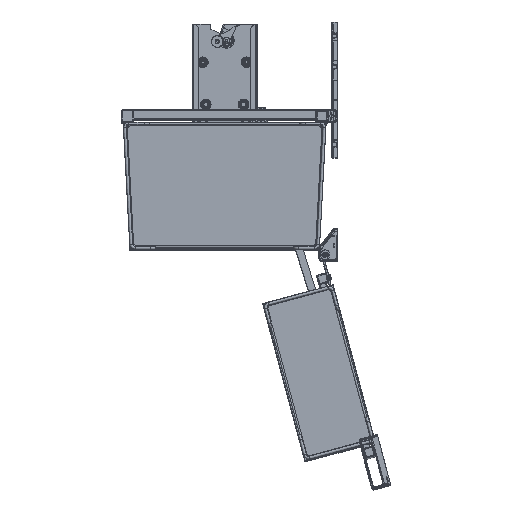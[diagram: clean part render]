
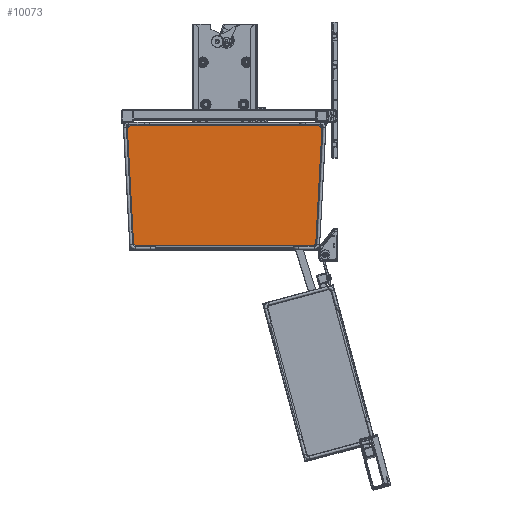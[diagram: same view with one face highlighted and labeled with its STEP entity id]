
A CAD part, top view. The second image highlights one B-rep face of the part: STEP entity #10073.
In plain terms, the highlighted planar face has unit normal (0, 0, 1).
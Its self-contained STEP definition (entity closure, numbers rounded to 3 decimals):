
#10073=ADVANCED_FACE('',(#21901),#21902,.T.);
#21901=FACE_OUTER_BOUND('',#39637,.T.);
#21902=PLANE('',#39638);
#39637=EDGE_LOOP('',(#64244,#64245,#64246,#64247));
#39638=AXIS2_PLACEMENT_3D('',#64248,#64249,#64250);
#64244=ORIENTED_EDGE('',*,*,#92472,.T.);
#64245=ORIENTED_EDGE('',*,*,#92474,.T.);
#64246=ORIENTED_EDGE('',*,*,#92475,.T.);
#64247=ORIENTED_EDGE('',*,*,#92476,.T.);
#64248=CARTESIAN_POINT('',(192.156,-237.5,1555.5));
#64249=DIRECTION('',(0.,0.,1.0));
#64250=DIRECTION('',(0.999,-0.053,0.));
#92472=EDGE_CURVE('',#109667,#109669,#109671,.T.);
#92474=EDGE_CURVE('',#109669,#109673,#109674,.T.);
#92475=EDGE_CURVE('',#109673,#109675,#109676,.T.);
#92476=EDGE_CURVE('',#109675,#109667,#109677,.T.);
#109667=VERTEX_POINT('',#134098);
#109669=VERTEX_POINT('',#134101);
#109671=LINE('',#134104,#134105);
#109673=VERTEX_POINT('',#134107);
#109674=LINE('',#134108,#134109);
#109675=VERTEX_POINT('',#134110);
#109676=LINE('',#134111,#134112);
#109677=LINE('',#134113,#134114);
#134098=CARTESIAN_POINT('',(-202.143,15.,1555.5));
#134101=CARTESIAN_POINT('',(-188.838,-234.,1555.5));
#134104=CARTESIAN_POINT('',(-187.567,-257.791,1555.5));
#134105=VECTOR('',#157821,1.0);
#134107=CARTESIAN_POINT('',(188.838,-234.,1555.5));
#134108=CARTESIAN_POINT('',(192.156,-234.,1555.5));
#134109=VECTOR('',#157822,1.0);
#134110=CARTESIAN_POINT('',(202.143,15.,1555.5));
#134111=CARTESIAN_POINT('',(188.661,-237.313,1555.5));
#134112=VECTOR('',#157823,1.0);
#134113=CARTESIAN_POINT('',(192.156,15.,1555.5));
#134114=VECTOR('',#157824,1.0);
#157821=DIRECTION('',(0.053,-0.999,0.));
#157822=DIRECTION('',(1.0,0.,0.));
#157823=DIRECTION('',(0.053,0.999,0.));
#157824=DIRECTION('',(-1.0,0.,0.));
